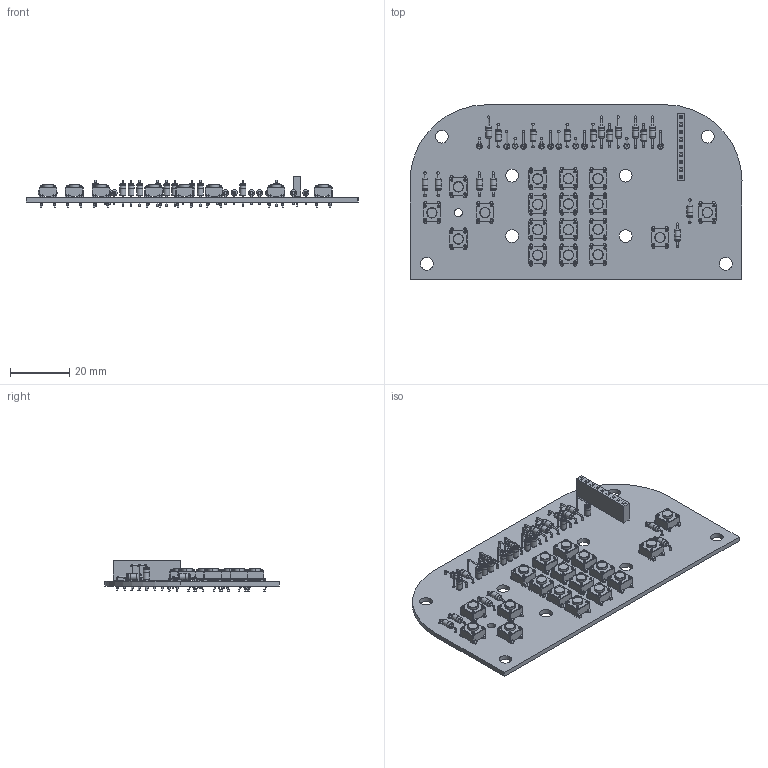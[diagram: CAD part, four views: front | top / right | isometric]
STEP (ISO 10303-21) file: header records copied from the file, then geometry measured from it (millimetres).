
FILE_DESCRIPTION(('KiCad electronic assembly'),'2;1');
FILE_NAME('colecovision_controller.step','2021-12-25T11:28:06',( 'An Author'),('A Company'),'Open CASCADE STEP processor 7.5', 'KiCad to STEP converter','Unknown');
FILE_SCHEMA(('AUTOMOTIVE_DESIGN { 1 0 10303 214 1 1 1 1 }'));
Length unit declared in the file: millimetre
Products named in the file (14): Open CASCADE STEP translator 7.5 1; D_DO-35_SOD27_P10.16mm_Horizontal; SOLID; D_DO-35_SOD27_P5.08mm_Vertical_KathodeUp; D_DO-35_SOD27_P7.62mm_Horizontal; COMPOUND; D_DO-35_SOD27_P2.54mm_Vertical_KathodeUp; B3F-1020; PinSocket_1x09_P2.54mm_Vertical
Assembly tree (54 placements, depth 3):
  Open CASCADE STEP translator 7.5 1
    D_DO-35_SOD27_P10.16mm_Horizontal  x5
      SOLID
    D_DO-35_SOD27_P5.08mm_Vertical_KathodeUp  x6
      SOLID
    D_DO-35_SOD27_P7.62mm_Horizontal  x12
      COMPOUND
    D_DO-35_SOD27_P2.54mm_Vertical_KathodeUp  x5
      SOLID
    B3F-1020  x18
      COMPOUND
    PinSocket_1x09_P2.54mm_Vertical
      SOLID
    COMPOUND
Bounding box: 112.4 x 59.05 x 10.47 mm (x, y, z)
Volume: 12877.9 mm3; surface area: 21651 mm2
Topology: 132 solids, 132 shells, 3499 faces, 8616 edges, 5568 vertices
Faces by surface type: plane 2371, cylinder 836, torus 292
Full cylindrical faces by diameter (mm): 0.5 x100, 0.8 x56, 1 x81, 2 x56, 2.02 x28, 2.7 x1, 4.3 x8
Entity records: 45967 total; most frequent: CARTESIAN_POINT 7024, DIRECTION 6867, LINE 4191, VECTOR 4191, ORIENTED_EDGE 3354, PCURVE 3354, DEFINITIONAL_REPRESENTATION 3354, EDGE_CURVE 1677
